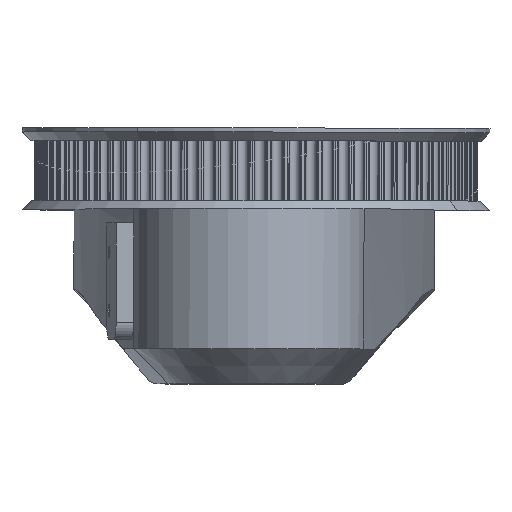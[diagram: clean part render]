
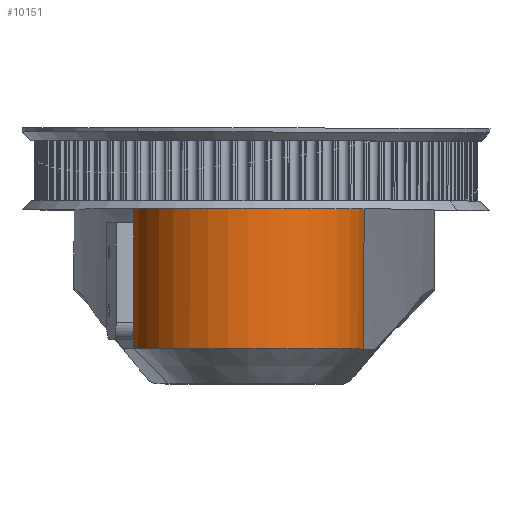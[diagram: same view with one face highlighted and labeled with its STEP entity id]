
A CAD part, top view. The second image highlights one B-rep face of the part: STEP entity #10151.
In plain terms, the highlighted cylindrical face has radius 20 mm (diameter 40 mm), a partial arc.
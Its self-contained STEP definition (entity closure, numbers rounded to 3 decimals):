
#93 = ORIENTED_EDGE ( 'NONE', *, *, #15548, .F. ) ;
#259 = CARTESIAN_POINT ( 'NONE',  ( -19.703, 163.433, 7. ) ) ;
#444 = DIRECTION ( 'NONE',  ( 0., 0., 1. ) ) ;
#1877 = DIRECTION ( 'NONE',  ( 0., 0., -1. ) ) ;
#2333 = DIRECTION ( 'NONE',  ( 0., 0., -1. ) ) ;
#3417 = CARTESIAN_POINT ( 'NONE',  ( 19.703, 163.433, 7. ) ) ;
#3686 = CARTESIAN_POINT ( 'NONE',  ( 19.703, 163.433, 24. ) ) ;
#4057 = CYLINDRICAL_SURFACE ( 'NONE', #20946, 20. ) ;
#4622 = EDGE_LOOP ( 'NONE', ( #93, #24757, #12667, #20142, #7101, #13828 ) ) ;
#4937 = VERTEX_POINT ( 'NONE', #3686 ) ;
#4966 = CARTESIAN_POINT ( 'NONE',  ( -19.703, 163.433, 0. ) ) ;
#5644 = DIRECTION ( 'NONE',  ( 0., 0., -1. ) ) ;
#6090 = DIRECTION ( 'NONE',  ( -1., 0., 0. ) ) ;
#6340 = CARTESIAN_POINT ( 'NONE',  ( 0., 160., 0. ) ) ;
#6670 = CARTESIAN_POINT ( 'NONE',  ( -19.703, 163.433, 22.5 ) ) ;
#7101 = ORIENTED_EDGE ( 'NONE', *, *, #24784, .F. ) ;
#7808 = VERTEX_POINT ( 'NONE', #24460 ) ;
#8063 = DIRECTION ( 'NONE',  ( -1., 0., 0. ) ) ;
#8435 = DIRECTION ( 'NONE',  ( 0., 0., -1. ) ) ;
#8895 = EDGE_CURVE ( 'NONE', #9942, #20540, #18339, .T. ) ;
#9771 = CARTESIAN_POINT ( 'NONE',  ( -19.703, 163.433, 7. ) ) ;
#9942 = VERTEX_POINT ( 'NONE', #20879 ) ;
#10099 = CIRCLE ( 'NONE', #21304, 20. ) ;
#10151 = ADVANCED_FACE ( 'NONE', ( #13730 ), #4057, .T. ) ;
#10986 = VERTEX_POINT ( 'NONE', #16159 ) ;
#11361 = EDGE_CURVE ( 'NONE', #4937, #7808, #22612, .T. ) ;
#11545 = CARTESIAN_POINT ( 'NONE',  ( 0., 160., 24. ) ) ;
#12147 = LINE ( 'NONE', #9771, #18941 ) ;
#12226 = CARTESIAN_POINT ( 'NONE',  ( 0., 160., 7. ) ) ;
#12529 = AXIS2_PLACEMENT_3D ( 'NONE', #11545, #5644, #23088 ) ;
#12667 = ORIENTED_EDGE ( 'NONE', *, *, #11361, .T. ) ;
#13730 = FACE_OUTER_BOUND ( 'NONE', #4622, .T. ) ;
#13828 = ORIENTED_EDGE ( 'NONE', *, *, #8895, .F. ) ;
#13863 = EDGE_CURVE ( 'NONE', #7808, #24170, #10099, .T. ) ;
#13944 = DIRECTION ( 'NONE',  ( 0., 0., -1. ) ) ;
#15548 = EDGE_CURVE ( 'NONE', #10986, #9942, #12147, .T. ) ;
#16114 = VECTOR ( 'NONE', #1877, 1000. ) ;
#16159 = CARTESIAN_POINT ( 'NONE',  ( -19.703, 163.433, 24. ) ) ;
#16731 = DIRECTION ( 'NONE',  ( 0., 0., -1. ) ) ;
#17307 = VECTOR ( 'NONE', #13944, 1000. ) ;
#17453 = LINE ( 'NONE', #259, #16114 ) ;
#18339 = LINE ( 'NONE', #6670, #17307 ) ;
#18866 = VECTOR ( 'NONE', #16731, 1000. ) ;
#18941 = VECTOR ( 'NONE', #2333, 1000. ) ;
#20142 = ORIENTED_EDGE ( 'NONE', *, *, #13863, .T. ) ;
#20540 = VERTEX_POINT ( 'NONE', #24179 ) ;
#20879 = CARTESIAN_POINT ( 'NONE',  ( -19.703, 163.433, 19.5 ) ) ;
#20946 = AXIS2_PLACEMENT_3D ( 'NONE', #12226, #8435, #8063 ) ;
#21304 = AXIS2_PLACEMENT_3D ( 'NONE', #6340, #444, #6090 ) ;
#22612 = LINE ( 'NONE', #3417, #18866 ) ;
#23088 = DIRECTION ( 'NONE',  ( 1., 0., 0. ) ) ;
#23681 = EDGE_CURVE ( 'NONE', #10986, #4937, #24538, .T. ) ;
#24170 = VERTEX_POINT ( 'NONE', #4966 ) ;
#24179 = CARTESIAN_POINT ( 'NONE',  ( -19.703, 163.433, 2.5 ) ) ;
#24460 = CARTESIAN_POINT ( 'NONE',  ( 19.703, 163.433, 0. ) ) ;
#24538 = CIRCLE ( 'NONE', #12529, 20. ) ;
#24757 = ORIENTED_EDGE ( 'NONE', *, *, #23681, .T. ) ;
#24784 = EDGE_CURVE ( 'NONE', #20540, #24170, #17453, .T. ) ;
